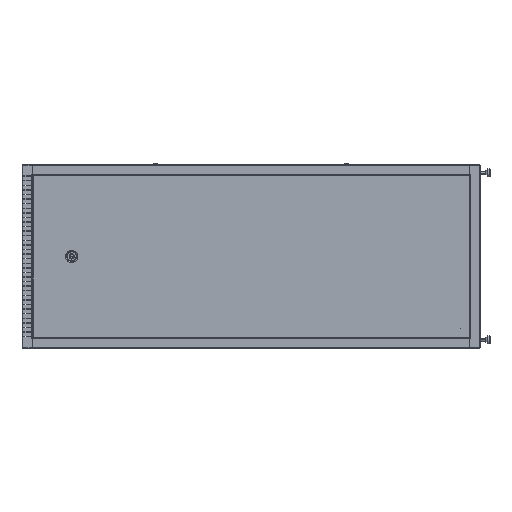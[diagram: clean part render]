
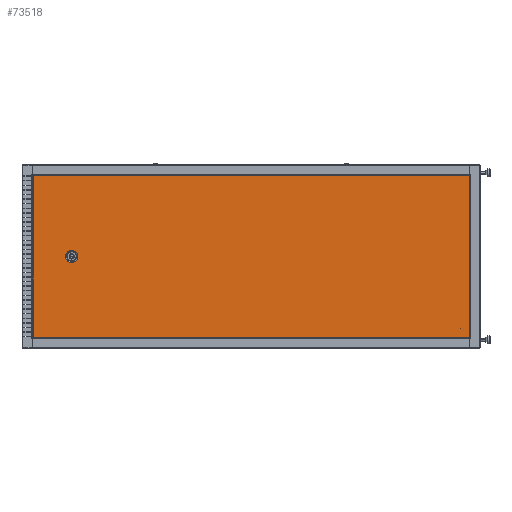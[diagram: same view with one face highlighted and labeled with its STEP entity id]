
A CAD part, left-side view. The second image highlights one B-rep face of the part: STEP entity #73518.
In plain terms, the highlighted planar face has unit normal (-1, 0, 0).
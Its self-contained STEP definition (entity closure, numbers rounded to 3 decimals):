
#88 = AXIS2_PLACEMENT_3D ( 'NONE', #123319, #113106, #92651 ) ;
#700 = CARTESIAN_POINT ( 'NONE',  ( -300., 755.684, 0. ) ) ;
#2111 = LINE ( 'NONE', #117894, #73982 ) ;
#2438 = CARTESIAN_POINT ( 'NONE',  ( -300., 950.8, 354.059 ) ) ;
#3817 = EDGE_CURVE ( 'NONE', #44679, #36297, #109435, .T. ) ;
#6012 = EDGE_LOOP ( 'NONE', ( #11177, #81494 ) ) ;
#8373 = CARTESIAN_POINT ( 'NONE',  ( -300., 950.8, -353.2 ) ) ;
#11177 = ORIENTED_EDGE ( 'NONE', *, *, #117695, .T. ) ;
#12920 = CARTESIAN_POINT ( 'NONE',  ( -300., 951.659, -353.2 ) ) ;
#14547 = CARTESIAN_POINT ( 'NONE',  ( -300., 782.6, 0. ) ) ;
#15078 = VERTEX_POINT ( 'NONE', #57483 ) ;
#19311 = CARTESIAN_POINT ( 'NONE',  ( -300., -951.6, -354.059 ) ) ;
#20375 = LINE ( 'NONE', #2438, #31718 ) ;
#20669 = DIRECTION ( 'NONE',  ( 0., 1., 0. ) ) ;
#21892 = LINE ( 'NONE', #12920, #110184 ) ;
#27093 = AXIS2_PLACEMENT_3D ( 'NONE', #14547, #74030, #45218 ) ;
#31718 = VECTOR ( 'NONE', #106733, 1000. ) ;
#35877 = DIRECTION ( 'NONE',  ( -1., 0., 0. ) ) ;
#36297 = VERTEX_POINT ( 'NONE', #46636 ) ;
#39885 = AXIS2_PLACEMENT_3D ( 'NONE', #84479, #35877, #74903 ) ;
#42566 = EDGE_CURVE ( 'NONE', #108646, #100187, #74016, .T. ) ;
#44679 = VERTEX_POINT ( 'NONE', #72918 ) ;
#45218 = DIRECTION ( 'NONE',  ( 0., 1., 0. ) ) ;
#46407 = ORIENTED_EDGE ( 'NONE', *, *, #57354, .T. ) ;
#46636 = CARTESIAN_POINT ( 'NONE',  ( -300., -951.6, 353.2 ) ) ;
#51209 = EDGE_LOOP ( 'NONE', ( #56647, #87938, #112447, #46407 ) ) ;
#51942 = DIRECTION ( 'NONE',  ( 0., -1., 0. ) ) ;
#56647 = ORIENTED_EDGE ( 'NONE', *, *, #64646, .T. ) ;
#57354 = EDGE_CURVE ( 'NONE', #36297, #15078, #2111, .T. ) ;
#57483 = CARTESIAN_POINT ( 'NONE',  ( -300., 950.8, 353.2 ) ) ;
#58181 = FACE_OUTER_BOUND ( 'NONE', #51209, .T. ) ;
#64646 = EDGE_CURVE ( 'NONE', #15078, #65582, #20375, .T. ) ;
#65582 = VERTEX_POINT ( 'NONE', #8373 ) ;
#70349 = EDGE_CURVE ( 'NONE', #65582, #44679, #21892, .T. ) ;
#72918 = CARTESIAN_POINT ( 'NONE',  ( -300., -951.6, -353.2 ) ) ;
#73518 = ADVANCED_FACE ( 'NONE', ( #115142, #58181 ), #104920, .T. ) ;
#73982 = VECTOR ( 'NONE', #20669, 1000. ) ;
#74016 = CIRCLE ( 'NONE', #27093, 26.916 ) ;
#74030 = DIRECTION ( 'NONE',  ( 1., 0., 0. ) ) ;
#74903 = DIRECTION ( 'NONE',  ( 0., 0., 1. ) ) ;
#80031 = DIRECTION ( 'NONE',  ( 0., 0., 1. ) ) ;
#81494 = ORIENTED_EDGE ( 'NONE', *, *, #42566, .T. ) ;
#84479 = CARTESIAN_POINT ( 'NONE',  ( -300., -0.4, 0. ) ) ;
#87938 = ORIENTED_EDGE ( 'NONE', *, *, #70349, .T. ) ;
#89187 = VECTOR ( 'NONE', #80031, 1000. ) ;
#92651 = DIRECTION ( 'NONE',  ( 0., 1., 0. ) ) ;
#94047 = CIRCLE ( 'NONE', #88, 26.916 ) ;
#100187 = VERTEX_POINT ( 'NONE', #112091 ) ;
#104920 = PLANE ( 'NONE',  #39885 ) ;
#106733 = DIRECTION ( 'NONE',  ( 0., 0., -1. ) ) ;
#108646 = VERTEX_POINT ( 'NONE', #700 ) ;
#109435 = LINE ( 'NONE', #19311, #89187 ) ;
#110184 = VECTOR ( 'NONE', #51942, 1000. ) ;
#112091 = CARTESIAN_POINT ( 'NONE',  ( -300., 809.516, 0. ) ) ;
#112447 = ORIENTED_EDGE ( 'NONE', *, *, #3817, .T. ) ;
#113106 = DIRECTION ( 'NONE',  ( 1., 0., 0. ) ) ;
#115142 = FACE_BOUND ( 'NONE', #6012, .T. ) ;
#117695 = EDGE_CURVE ( 'NONE', #100187, #108646, #94047, .T. ) ;
#117894 = CARTESIAN_POINT ( 'NONE',  ( -300., -952.459, 353.2 ) ) ;
#123319 = CARTESIAN_POINT ( 'NONE',  ( -300., 782.6, 0. ) ) ;
